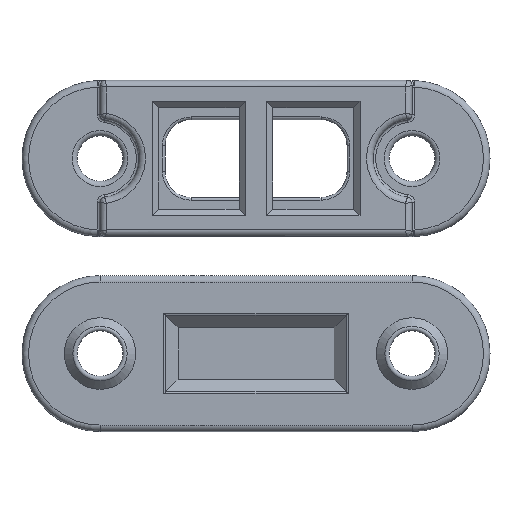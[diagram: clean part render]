
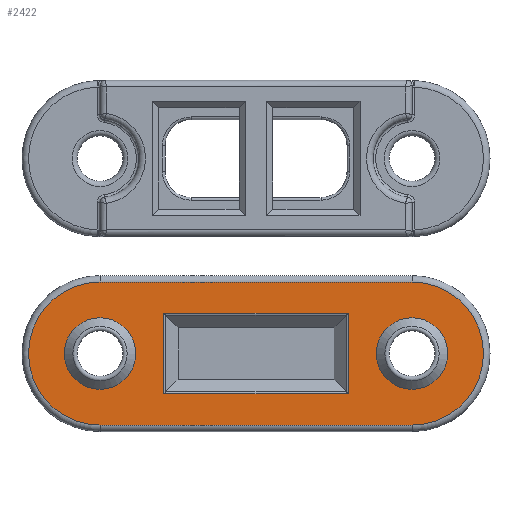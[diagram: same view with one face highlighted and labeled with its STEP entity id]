
A CAD part, top view. The second image highlights one B-rep face of the part: STEP entity #2422.
In plain terms, the highlighted planar face has unit normal (0, 0, 1).
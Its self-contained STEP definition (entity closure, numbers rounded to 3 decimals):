
#76=FACE_BOUND('',#444,.T.);
#77=FACE_BOUND('',#445,.T.);
#78=FACE_BOUND('',#446,.T.);
#120=PLANE('',#2699);
#286=FACE_OUTER_BOUND('',#443,.T.);
#443=EDGE_LOOP('',(#2123,#2124,#2125,#2126));
#444=EDGE_LOOP('',(#2127));
#445=EDGE_LOOP('',(#2128));
#446=EDGE_LOOP('',(#2129,#2130,#2131,#2132));
#613=LINE('',#4543,#785);
#616=LINE('',#4553,#788);
#617=LINE('',#4557,#789);
#619=LINE('',#4562,#791);
#626=LINE('',#4577,#798);
#627=LINE('',#4581,#799);
#785=VECTOR('',#3358,10.);
#788=VECTOR('',#3367,10.);
#789=VECTOR('',#3372,10.);
#791=VECTOR('',#3378,10.);
#798=VECTOR('',#3391,10.);
#799=VECTOR('',#3394,10.);
#929=CIRCLE('',#2700,5.5);
#930=CIRCLE('',#2701,5.5);
#931=CIRCLE('',#2702,2.75);
#932=CIRCLE('',#2703,2.75);
#1131=VERTEX_POINT('',#4541);
#1132=VERTEX_POINT('',#4542);
#1136=VERTEX_POINT('',#4552);
#1137=VERTEX_POINT('',#4556);
#1142=VERTEX_POINT('',#4575);
#1143=VERTEX_POINT('',#4576);
#1144=VERTEX_POINT('',#4578);
#1145=VERTEX_POINT('',#4580);
#1146=VERTEX_POINT('',#4583);
#1147=VERTEX_POINT('',#4585);
#1459=EDGE_CURVE('',#1131,#1132,#613,.T.);
#1464=EDGE_CURVE('',#1132,#1136,#616,.T.);
#1466=EDGE_CURVE('',#1137,#1131,#617,.T.);
#1469=EDGE_CURVE('',#1136,#1137,#619,.T.);
#1476=EDGE_CURVE('',#1142,#1143,#626,.T.);
#1477=EDGE_CURVE('',#1144,#1142,#929,.T.);
#1478=EDGE_CURVE('',#1145,#1144,#627,.T.);
#1479=EDGE_CURVE('',#1143,#1145,#930,.T.);
#1480=EDGE_CURVE('',#1146,#1146,#931,.T.);
#1481=EDGE_CURVE('',#1147,#1147,#932,.T.);
#2123=ORIENTED_EDGE('',*,*,#1476,.F.);
#2124=ORIENTED_EDGE('',*,*,#1477,.F.);
#2125=ORIENTED_EDGE('',*,*,#1478,.F.);
#2126=ORIENTED_EDGE('',*,*,#1479,.F.);
#2127=ORIENTED_EDGE('',*,*,#1480,.T.);
#2128=ORIENTED_EDGE('',*,*,#1481,.T.);
#2129=ORIENTED_EDGE('',*,*,#1459,.F.);
#2130=ORIENTED_EDGE('',*,*,#1466,.F.);
#2131=ORIENTED_EDGE('',*,*,#1469,.F.);
#2132=ORIENTED_EDGE('',*,*,#1464,.F.);
#2422=ADVANCED_FACE('',(#286,#76,#77,#78),#120,.T.);
#2699=AXIS2_PLACEMENT_3D('',#4574,#3389,#3390);
#2700=AXIS2_PLACEMENT_3D('',#4579,#3392,#3393);
#2701=AXIS2_PLACEMENT_3D('',#4582,#3395,#3396);
#2702=AXIS2_PLACEMENT_3D('',#4584,#3397,#3398);
#2703=AXIS2_PLACEMENT_3D('',#4586,#3399,#3400);
#3358=DIRECTION('',(-1.,0.,0.));
#3367=DIRECTION('',(0.,-1.,0.));
#3372=DIRECTION('',(0.,1.,0.));
#3378=DIRECTION('',(1.,0.,0.));
#3389=DIRECTION('center_axis',(0.,0.,1.));
#3390=DIRECTION('ref_axis',(1.,0.,0.));
#3391=DIRECTION('',(1.,0.,0.));
#3392=DIRECTION('center_axis',(0.,0.,-1.));
#3393=DIRECTION('ref_axis',(-1.,0.,0.));
#3394=DIRECTION('',(-1.,0.,0.));
#3395=DIRECTION('center_axis',(0.,0.,-1.));
#3396=DIRECTION('ref_axis',(1.,0.,0.));
#3397=DIRECTION('center_axis',(0.,0.,-1.));
#3398=DIRECTION('ref_axis',(1.,0.,0.));
#3399=DIRECTION('center_axis',(0.,0.,-1.));
#3400=DIRECTION('ref_axis',(1.,0.,0.));
#4541=CARTESIAN_POINT('',(19.083,-5.917,2.));
#4542=CARTESIAN_POINT('',(4.917,-5.917,2.));
#4543=CARTESIAN_POINT('',(10.25,-5.917,2.));
#4552=CARTESIAN_POINT('',(4.917,-12.083,2.));
#4553=CARTESIAN_POINT('',(4.917,-9.75,2.));
#4556=CARTESIAN_POINT('',(19.083,-12.083,2.));
#4557=CARTESIAN_POINT('',(19.083,-8.25,2.));
#4562=CARTESIAN_POINT('',(13.75,-12.083,2.));
#4574=CARTESIAN_POINT('Origin',(12.,-9.,2.));
#4575=CARTESIAN_POINT('',(0.,-3.5,2.));
#4576=CARTESIAN_POINT('',(24.,-3.5,2.));
#4577=CARTESIAN_POINT('',(18.,-3.5,2.));
#4578=CARTESIAN_POINT('',(0.,-14.5,2.));
#4579=CARTESIAN_POINT('Origin',(0.,-9.,2.));
#4580=CARTESIAN_POINT('',(24.,-14.5,2.));
#4581=CARTESIAN_POINT('',(6.,-14.5,2.));
#4582=CARTESIAN_POINT('Origin',(24.,-9.,2.));
#4583=CARTESIAN_POINT('',(21.25,-9.,2.));
#4584=CARTESIAN_POINT('Origin',(24.,-9.,2.));
#4585=CARTESIAN_POINT('',(-2.75,-9.,2.));
#4586=CARTESIAN_POINT('Origin',(0.,-9.,2.));
